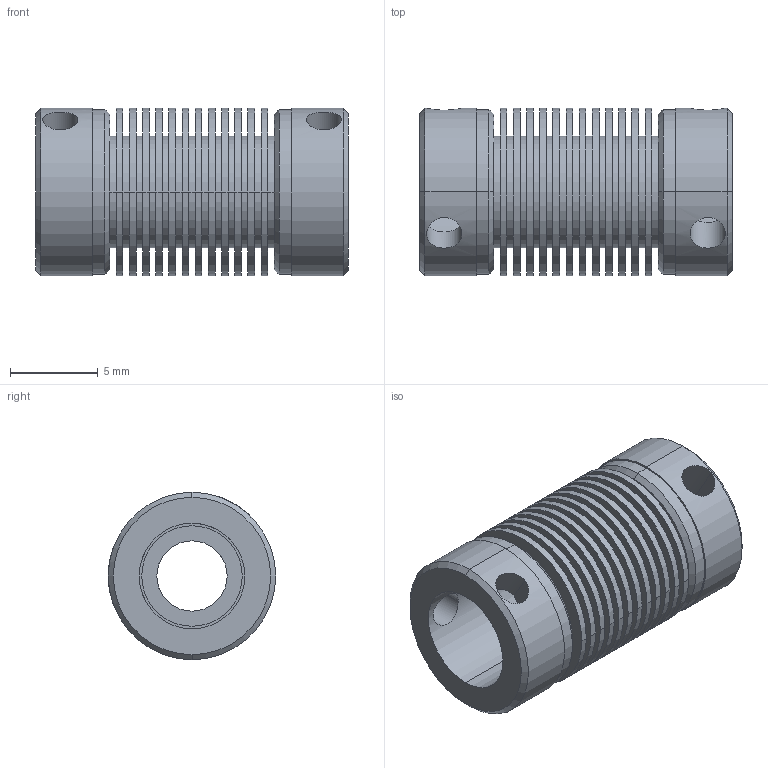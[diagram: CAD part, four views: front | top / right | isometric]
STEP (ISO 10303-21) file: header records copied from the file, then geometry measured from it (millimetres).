
FILE_DESCRIPTION (( 'STEP AP203' ), '1' );
FILE_NAME ('Accouplement flexible_Default_sldprt.STEP', '2017-12-12T20:31:32', ( '' ), ( '' ), 'SwSTEP 2.0', 'SolidWorks 2016', '' );
FILE_SCHEMA (( 'CONFIG_CONTROL_DESIGN' ));
Length unit declared in the file: millimetre
Products named in the file (1): Accouplement flexible_Default_sldprt
Bounding box: 17.76 x 9.53 x 9.53 mm (x, y, z)
Volume: 608.1 mm3; surface area: 1948.7 mm2
Topology: 1 solids, 1 shells, 112 faces, 235 edges, 154 vertices
Faces by surface type: cylinder 72, plane 32, cone 8
Entity records: 3387 total; most frequent: CARTESIAN_POINT 777, DIRECTION 579, ORIENTED_EDGE 470, AXIS2_PLACEMENT_3D 249, EDGE_CURVE 235, VERTEX_POINT 154, EDGE_LOOP 151, CIRCLE 136
